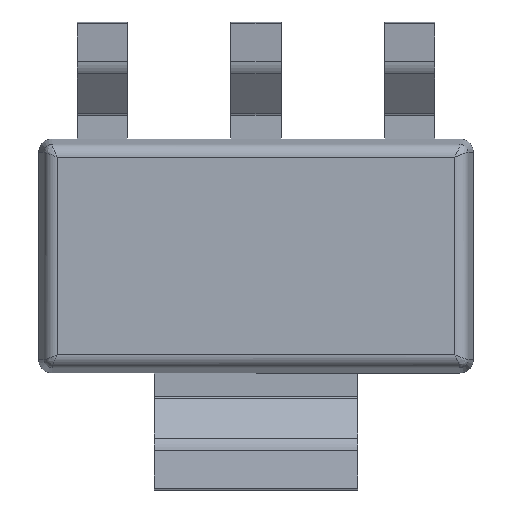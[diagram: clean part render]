
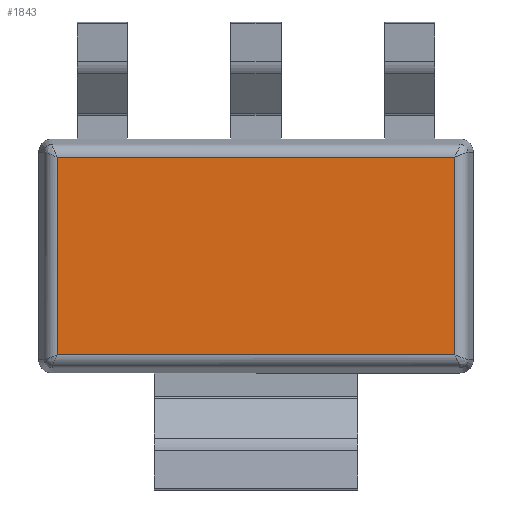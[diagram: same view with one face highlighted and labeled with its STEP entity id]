
A CAD part, front view. The second image highlights one B-rep face of the part: STEP entity #1843.
In plain terms, the highlighted planar face has unit normal (0, -1, 0).
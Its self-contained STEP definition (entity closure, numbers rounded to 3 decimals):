
#55 = VECTOR ( 'NONE', #2954, 1000. ) ;
#123 = LINE ( 'NONE', #1325, #2856 ) ;
#128 = EDGE_CURVE ( 'NONE', #465, #1655, #3624, .T. ) ;
#465 = VERTEX_POINT ( 'NONE', #1669 ) ;
#629 = EDGE_CURVE ( 'NONE', #3876, #2619, #1016, .T. ) ;
#1016 = LINE ( 'NONE', #1037, #2124 ) ;
#1037 = CARTESIAN_POINT ( 'NONE',  ( -2.975, -0.65, -1.55 ) ) ;
#1301 = ORIENTED_EDGE ( 'NONE', *, *, #128, .T. ) ;
#1325 = CARTESIAN_POINT ( 'NONE',  ( 3.05, -0.65, -1.475 ) ) ;
#1402 = CARTESIAN_POINT ( 'NONE',  ( -2.975, -0.65, -1.475 ) ) ;
#1498 = EDGE_CURVE ( 'NONE', #1655, #3876, #4462, .T. ) ;
#1655 = VERTEX_POINT ( 'NONE', #4468 ) ;
#1669 = CARTESIAN_POINT ( 'NONE',  ( 2.975, -0.65, -1.475 ) ) ;
#1782 = DIRECTION ( 'NONE',  ( 0., 0., -1. ) ) ;
#1843 = ADVANCED_FACE ( 'NONE', ( #3956 ), #4275, .T. ) ;
#2058 = CARTESIAN_POINT ( 'NONE',  ( -2.975, -0.65, 1.475 ) ) ;
#2124 = VECTOR ( 'NONE', #1782, 1000. ) ;
#2449 = CARTESIAN_POINT ( 'NONE',  ( -3.05, -0.65, -1.55 ) ) ;
#2619 = VERTEX_POINT ( 'NONE', #1402 ) ;
#2701 = ORIENTED_EDGE ( 'NONE', *, *, #4310, .T. ) ;
#2856 = VECTOR ( 'NONE', #3078, 1000. ) ;
#2954 = DIRECTION ( 'NONE',  ( -1., 0., 0. ) ) ;
#2959 = DIRECTION ( 'NONE',  ( 0., 0., 1. ) ) ;
#3078 = DIRECTION ( 'NONE',  ( 1., 0., 0. ) ) ;
#3171 = DIRECTION ( 'NONE',  ( 0., -1., 0. ) ) ;
#3280 = VECTOR ( 'NONE', #2959, 1000. ) ;
#3367 = CARTESIAN_POINT ( 'NONE',  ( -3.05, -0.65, 1.475 ) ) ;
#3371 = ORIENTED_EDGE ( 'NONE', *, *, #1498, .T. ) ;
#3581 = DIRECTION ( 'NONE',  ( 0., 0., -1. ) ) ;
#3624 = LINE ( 'NONE', #3638, #3280 ) ;
#3638 = CARTESIAN_POINT ( 'NONE',  ( 2.975, -0.65, 1.55 ) ) ;
#3876 = VERTEX_POINT ( 'NONE', #2058 ) ;
#3956 = FACE_OUTER_BOUND ( 'NONE', #4496, .T. ) ;
#4275 = PLANE ( 'NONE',  #4566 ) ;
#4310 = EDGE_CURVE ( 'NONE', #2619, #465, #123, .T. ) ;
#4462 = LINE ( 'NONE', #3367, #55 ) ;
#4468 = CARTESIAN_POINT ( 'NONE',  ( 2.975, -0.65, 1.475 ) ) ;
#4477 = ORIENTED_EDGE ( 'NONE', *, *, #629, .T. ) ;
#4496 = EDGE_LOOP ( 'NONE', ( #3371, #4477, #2701, #1301 ) ) ;
#4566 = AXIS2_PLACEMENT_3D ( 'NONE', #2449, #3171, #3581 ) ;
